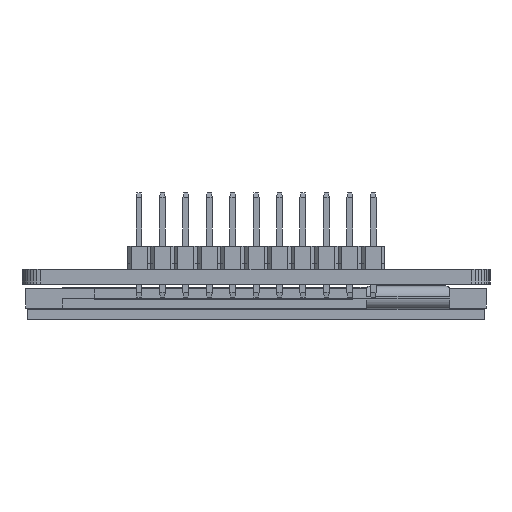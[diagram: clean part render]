
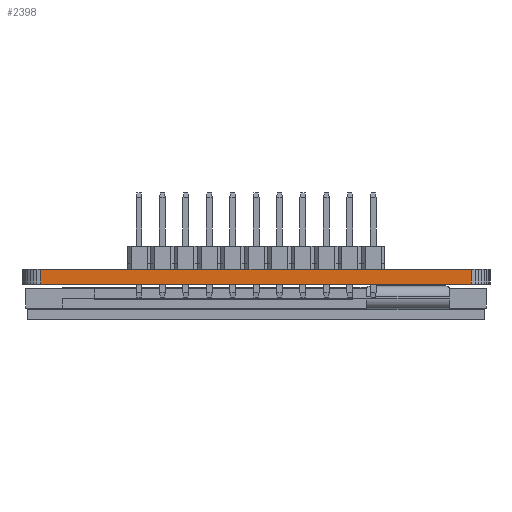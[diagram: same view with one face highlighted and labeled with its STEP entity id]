
A CAD part, front view. The second image highlights one B-rep face of the part: STEP entity #2398.
In plain terms, the highlighted planar face has unit normal (0, -1, 0).
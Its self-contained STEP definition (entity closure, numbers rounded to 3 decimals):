
#254=DIRECTION('',(0.,0.,-1.));
#255=VECTOR('',#254,1.6);
#256=CARTESIAN_POINT('',(48.799,0.016,1.6));
#257=LINE('',#256,#255);
#261=DIRECTION('',(0.,0.,1.));
#262=VECTOR('',#261,1.6);
#263=CARTESIAN_POINT('',(2.051,0.036,0.));
#264=LINE('',#263,#262);
#614=DIRECTION('',(1.,0.,0.));
#615=VECTOR('',#614,46.748);
#616=CARTESIAN_POINT('',(2.051,0.036,1.6));
#617=LINE('',#616,#615);
#1184=DIRECTION('',(1.,0.,0.));
#1185=VECTOR('',#1184,46.748);
#1186=CARTESIAN_POINT('',(2.051,0.036,0.));
#1187=LINE('',#1186,#1185);
#1699=CARTESIAN_POINT('',(2.051,0.036,1.6));
#1700=VERTEX_POINT('',#1699);
#1701=CARTESIAN_POINT('',(2.051,0.036,0.));
#1702=VERTEX_POINT('',#1701);
#1703=CARTESIAN_POINT('',(48.799,0.016,1.6));
#1704=CARTESIAN_POINT('',(48.799,0.016,0.));
#1705=VERTEX_POINT('',#1703);
#1706=VERTEX_POINT('',#1704);
#2384=CARTESIAN_POINT('',(2.035,0.036,0.));
#2385=DIRECTION('',(0.,1.,0.));
#2386=DIRECTION('',(1.,0.,0.));
#2387=AXIS2_PLACEMENT_3D('',#2384,#2385,#2386);
#2388=PLANE('',#2387);
#2390=ORIENTED_EDGE('',*,*,#2389,.T.);
#2392=ORIENTED_EDGE('',*,*,#2391,.T.);
#2393=ORIENTED_EDGE('',*,*,#2374,.T.);
#2395=ORIENTED_EDGE('',*,*,#2394,.F.);
#2396=EDGE_LOOP('',(#2390,#2392,#2393,#2395));
#2397=FACE_OUTER_BOUND('',#2396,.F.);
#2398=ADVANCED_FACE('',(#2397),#2388,.F.);
#2374=EDGE_CURVE('',#1705,#1706,#257,.T.);
#2389=EDGE_CURVE('',#1702,#1700,#264,.T.);
#2391=EDGE_CURVE('',#1700,#1705,#617,.T.);
#2394=EDGE_CURVE('',#1702,#1706,#1187,.T.);
